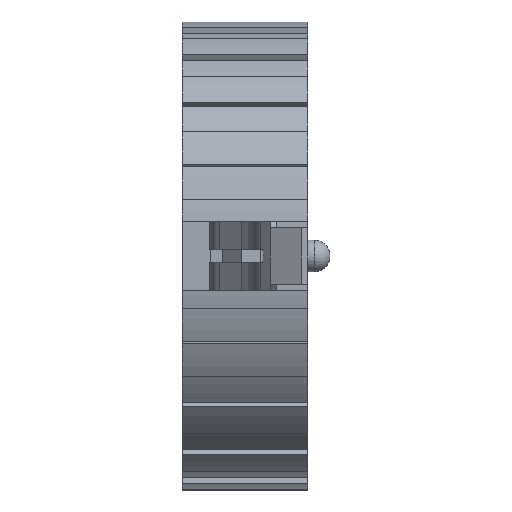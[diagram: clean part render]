
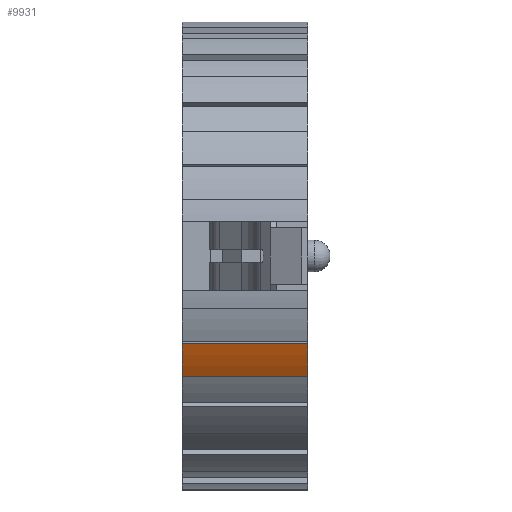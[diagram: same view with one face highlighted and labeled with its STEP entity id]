
A CAD part, left-side view. The second image highlights one B-rep face of the part: STEP entity #9931.
In plain terms, the highlighted cylindrical face has radius 7.45 mm (diameter 14.9 mm), a partial arc.
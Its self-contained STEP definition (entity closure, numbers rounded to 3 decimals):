
#529 = CARTESIAN_POINT ( 'NONE',  ( -6.908, 3., -2.791 ) ) ;
#977 = VERTEX_POINT ( 'NONE', #2527 ) ;
#1742 = DIRECTION ( 'NONE',  ( 0., -1., 0. ) ) ;
#2527 = CARTESIAN_POINT ( 'NONE',  ( -6.386, 3., -3.837 ) ) ;
#2708 = DIRECTION ( 'NONE',  ( 0., 0., -1. ) ) ;
#3046 = VERTEX_POINT ( 'NONE', #11890 ) ;
#3093 = VECTOR ( 'NONE', #3538, 1000. ) ;
#3224 = VECTOR ( 'NONE', #10065, 1000. ) ;
#3294 = ORIENTED_EDGE ( 'NONE', *, *, #6519, .F. ) ;
#3538 = DIRECTION ( 'NONE',  ( 0., -1., 0. ) ) ;
#3599 = ORIENTED_EDGE ( 'NONE', *, *, #4092, .F. ) ;
#3611 = EDGE_CURVE ( 'NONE', #977, #7267, #8547, .T. ) ;
#4083 = ORIENTED_EDGE ( 'NONE', *, *, #6296, .F. ) ;
#4092 = EDGE_CURVE ( 'NONE', #3046, #10832, #6753, .T. ) ;
#4537 = CARTESIAN_POINT ( 'NONE',  ( -6.386, 3., -3.837 ) ) ;
#4717 = CYLINDRICAL_SURFACE ( 'NONE', #12145, 7.45 ) ;
#6296 = EDGE_CURVE ( 'NONE', #977, #3046, #11456, .T. ) ;
#6519 = EDGE_CURVE ( 'NONE', #10832, #7267, #7680, .T. ) ;
#6753 = LINE ( 'NONE', #529, #3224 ) ;
#6973 = DIRECTION ( 'NONE',  ( 0., 1., 0. ) ) ;
#7267 = VERTEX_POINT ( 'NONE', #12073 ) ;
#7297 = CARTESIAN_POINT ( 'NONE',  ( -6.908, -1., -2.791 ) ) ;
#7402 = ORIENTED_EDGE ( 'NONE', *, *, #3611, .T. ) ;
#7608 = DIRECTION ( 'NONE',  ( 0., -1., 0. ) ) ;
#7680 = CIRCLE ( 'NONE', #9353, 7.45 ) ;
#7860 = AXIS2_PLACEMENT_3D ( 'NONE', #11718, #6973, #7905 ) ;
#7905 = DIRECTION ( 'NONE',  ( 0., 0., 1. ) ) ;
#8365 = CARTESIAN_POINT ( 'NONE',  ( 0., -1., 0. ) ) ;
#8547 = LINE ( 'NONE', #4537, #3093 ) ;
#9353 = AXIS2_PLACEMENT_3D ( 'NONE', #8365, #1742, #2708 ) ;
#9539 = DIRECTION ( 'NONE',  ( 0., 0., -1. ) ) ;
#9931 = ADVANCED_FACE ( 'NONE', ( #10051 ), #4717, .T. ) ;
#10051 = FACE_OUTER_BOUND ( 'NONE', #12348, .T. ) ;
#10065 = DIRECTION ( 'NONE',  ( 0., -1., 0. ) ) ;
#10511 = CARTESIAN_POINT ( 'NONE',  ( 0., 3., 0. ) ) ;
#10832 = VERTEX_POINT ( 'NONE', #7297 ) ;
#11456 = CIRCLE ( 'NONE', #7860, 7.45 ) ;
#11718 = CARTESIAN_POINT ( 'NONE',  ( 0., 3., 0. ) ) ;
#11890 = CARTESIAN_POINT ( 'NONE',  ( -6.908, 3., -2.791 ) ) ;
#12073 = CARTESIAN_POINT ( 'NONE',  ( -6.386, -1., -3.837 ) ) ;
#12145 = AXIS2_PLACEMENT_3D ( 'NONE', #10511, #7608, #9539 ) ;
#12348 = EDGE_LOOP ( 'NONE', ( #3294, #3599, #4083, #7402 ) ) ;
